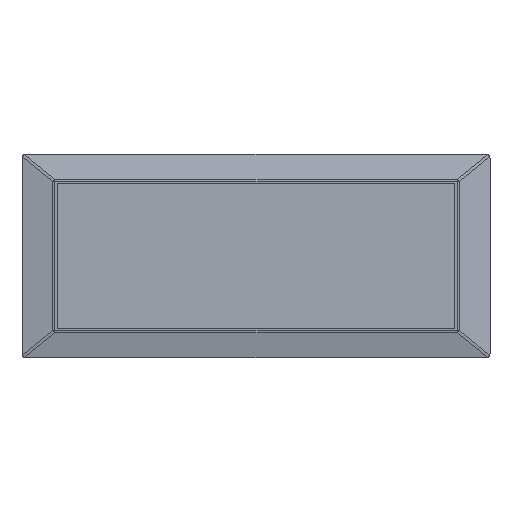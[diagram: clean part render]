
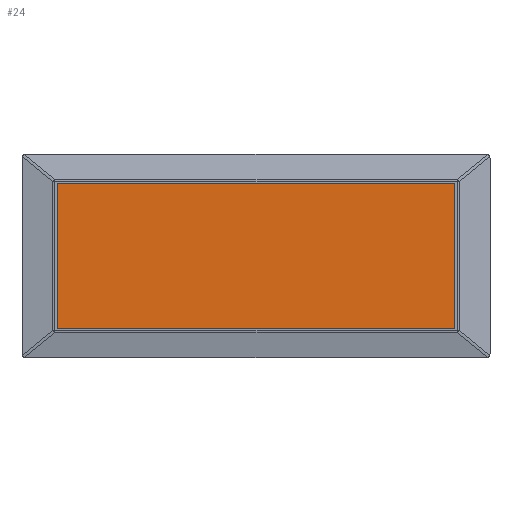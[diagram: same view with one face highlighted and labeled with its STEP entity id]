
A CAD part, top view. The second image highlights one B-rep face of the part: STEP entity #24.
In plain terms, the highlighted planar face has unit normal (0, 0, 1).
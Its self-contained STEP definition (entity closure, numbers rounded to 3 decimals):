
#24 = ADVANCED_FACE ( 'NONE', ( #3458 ), #3016, .T. ) ;
#71 = ORIENTED_EDGE ( 'NONE', *, *, #940, .T. ) ;
#106 = CARTESIAN_POINT ( 'NONE',  ( -99.75, 36.25, -5. ) ) ;
#149 = EDGE_LOOP ( 'NONE', ( #71, #1619, #3078, #939 ) ) ;
#189 = CARTESIAN_POINT ( 'NONE',  ( 0., 0., -5. ) ) ;
#236 = AXIS2_PLACEMENT_3D ( 'NONE', #189, #3288, #2711 ) ;
#321 = VECTOR ( 'NONE', #406, 1000. ) ;
#372 = CARTESIAN_POINT ( 'NONE',  ( 99.75, 36.25, -5. ) ) ;
#406 = DIRECTION ( 'NONE',  ( -1., 0., 0. ) ) ;
#420 = VECTOR ( 'NONE', #1850, 1000. ) ;
#507 = LINE ( 'NONE', #2392, #420 ) ;
#584 = LINE ( 'NONE', #372, #686 ) ;
#686 = VECTOR ( 'NONE', #2105, 1000. ) ;
#725 = CARTESIAN_POINT ( 'NONE',  ( 99.75, -36.25, -5. ) ) ;
#939 = ORIENTED_EDGE ( 'NONE', *, *, #953, .T. ) ;
#940 = EDGE_CURVE ( 'NONE', #3160, #1026, #584, .T. ) ;
#953 = EDGE_CURVE ( 'NONE', #1757, #3160, #2042, .T. ) ;
#974 = EDGE_CURVE ( 'NONE', #1799, #1757, #507, .T. ) ;
#997 = EDGE_CURVE ( 'NONE', #1026, #1799, #1882, .T. ) ;
#1026 = VERTEX_POINT ( 'NONE', #1029 ) ;
#1029 = CARTESIAN_POINT ( 'NONE',  ( 99.75, 36.25, -5. ) ) ;
#1282 = VECTOR ( 'NONE', #1542, 1000. ) ;
#1542 = DIRECTION ( 'NONE',  ( 1., 0., 0. ) ) ;
#1619 = ORIENTED_EDGE ( 'NONE', *, *, #997, .T. ) ;
#1719 = CARTESIAN_POINT ( 'NONE',  ( -99.75, 36.25, -5. ) ) ;
#1757 = VERTEX_POINT ( 'NONE', #2255 ) ;
#1799 = VERTEX_POINT ( 'NONE', #1719 ) ;
#1850 = DIRECTION ( 'NONE',  ( 0., -1., 0. ) ) ;
#1882 = LINE ( 'NONE', #106, #321 ) ;
#2042 = LINE ( 'NONE', #2925, #1282 ) ;
#2105 = DIRECTION ( 'NONE',  ( 0., 1., 0. ) ) ;
#2255 = CARTESIAN_POINT ( 'NONE',  ( -99.75, -36.25, -5. ) ) ;
#2392 = CARTESIAN_POINT ( 'NONE',  ( -99.75, 36.25, -5. ) ) ;
#2711 = DIRECTION ( 'NONE',  ( 1., 0., 0. ) ) ;
#2925 = CARTESIAN_POINT ( 'NONE',  ( -99.75, -36.25, -5. ) ) ;
#3016 = PLANE ( 'NONE',  #236 ) ;
#3078 = ORIENTED_EDGE ( 'NONE', *, *, #974, .T. ) ;
#3160 = VERTEX_POINT ( 'NONE', #725 ) ;
#3288 = DIRECTION ( 'NONE',  ( 0., 0., 1. ) ) ;
#3458 = FACE_OUTER_BOUND ( 'NONE', #149, .T. ) ;
